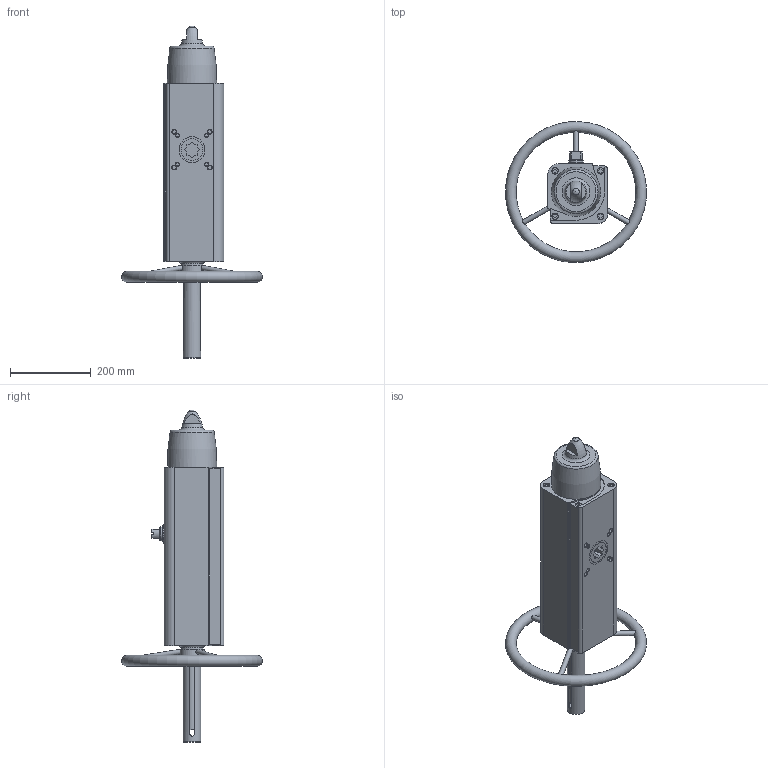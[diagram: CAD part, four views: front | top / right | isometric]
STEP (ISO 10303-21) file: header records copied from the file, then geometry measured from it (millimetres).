
FILE_DESCRIPTION(/* description */ ('STEP AP214'),/* implementation_level */ '2;1');
FILE_NAME(/* name */ '8005047_DAPS-0360-090-RS2-F1012-MW',/* time_stamp */ '2024-08-13T17:05:28+02:00',/* author */ ('License CC BY-ND 4.0'),/* organization */ ('CADENAS'),/* preprocessor_version */ 'ST-DEVELOPER v19.3',/* originating_system */ 'PARTsolutions',/* authorisation */ ' ');
FILE_SCHEMA (('AUTOMOTIVE_DESIGN {1 0 10303 214 3 1 1}'));
Length unit declared in the file: millimetre
Products named in the file (3): 8005047 DAPS-0360-090-RS2-F1012-MW---0; 8005047 DAPS-0360-090-RS2-F1012-MW---(1); 8005047 DAPS-0360-090-RS2-F1012-MW---(2)
Assembly tree (2 placements, depth 2):
  8005047 DAPS-0360-090-RS2-F1012-MW---0
    8005047 DAPS-0360-090-RS2-F1012-MW---(1)
    8005047 DAPS-0360-090-RS2-F1012-MW---(2)
Bounding box: 349.33 x 349.43 x 822.8 mm (x, y, z)
Volume: 11392236.7 mm3; surface area: 536046.8 mm2
Topology: 2 solids, 2 shells, 280 faces, 665 edges, 431 vertices
Faces by surface type: plane 181, cylinder 61, cone 23, torus 15
Full cylindrical faces by diameter (mm): 4.134 x8, 4.917 x1, 8.376 x4, 10.106 x4, 11.445 x2, 12 x3, 16 x8, 35 x1, 38.8 x1, 39 x1, 44 x1, 48 x2, 54 x2, 56 x1, 60 x1, 64 x1
Entity records: 7710 total; most frequent: CARTESIAN_POINT 1451, DIRECTION 1290, ORIENTED_EDGE 1134, EDGE_CURVE 567, AXIS2_PLACEMENT_3D 460, VERTEX_POINT 414, FACE_BOUND 411, EDGE_LOOP 409
